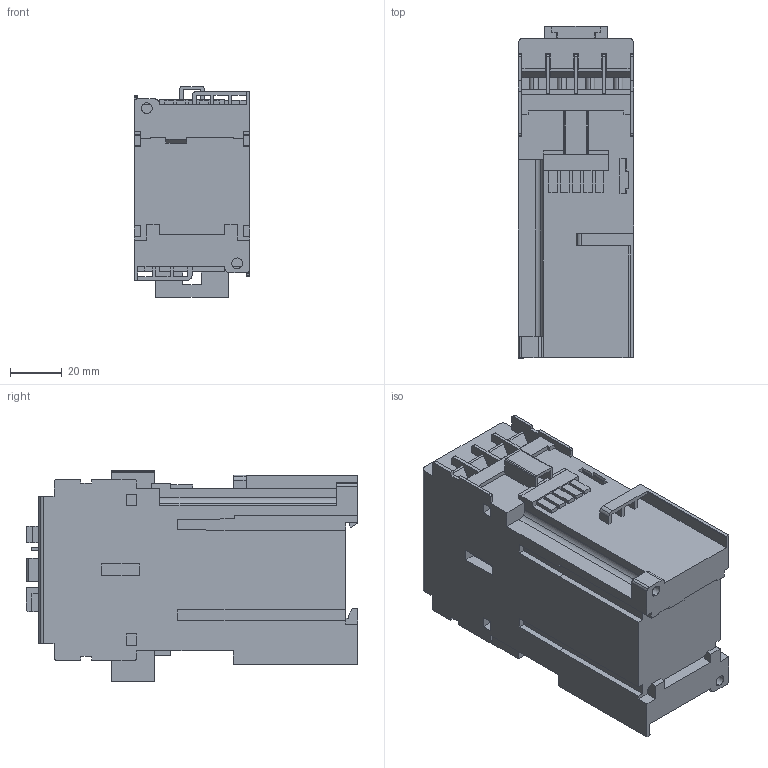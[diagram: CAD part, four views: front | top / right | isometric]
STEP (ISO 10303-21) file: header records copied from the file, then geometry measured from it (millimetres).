
FILE_DESCRIPTION((''),'2;1');
FILE_NAME('100-C23DJ00','2007-12-14T',('ABSchul1'),('Rockwell Automation'),'PRO/ENGINEER BY PARAMETRIC TECHNOLOGY CORPORATION, 2004320','PRO/ENGINEER BY PARAMETRIC TECHNOLOGY CORPORATION, 2004320','');
FILE_SCHEMA(('CONFIG_CONTROL_DESIGN'));
Length unit declared in the file: millimetre
Products named in the file (1): 100-C23DJ00
Bounding box: 44.8 x 128.3 x 81.58 mm (x, y, z)
Surface area: 50255.3 mm2 (no closed solid volume)
Topology: 0 solids, 1 shells, 529 faces, 1572 edges, 1038 vertices
Faces by surface type: plane 397, cylinder 132
Entity records: 17620 total; most frequent: CARTESIAN_POINT 3139, ORIENTED_EDGE 3028, DIRECTION 2900, EDGE_CURVE 1572, VECTOR 1302, LINE 1302, VERTEX_POINT 1038, AXIS2_PLACEMENT_3D 799
